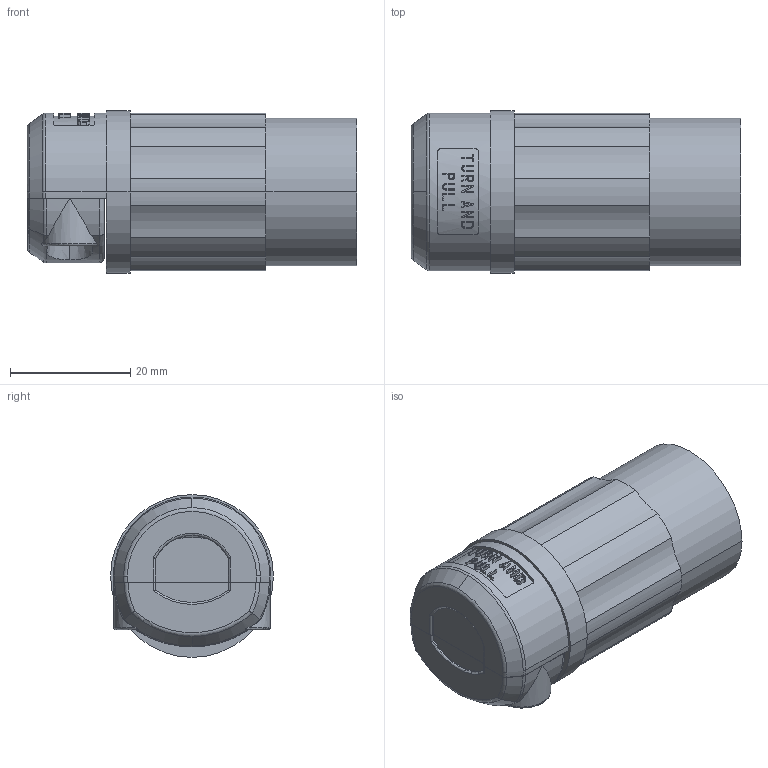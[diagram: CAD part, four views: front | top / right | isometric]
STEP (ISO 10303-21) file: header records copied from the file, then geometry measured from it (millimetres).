
FILE_DESCRIPTION (( 'STEP AP214' ), '1' );
FILE_NAME ('CATSTD-00ML1-00C-M01.STEP', '2022-05-23T13:22:42', ( '' ), ( '' ), 'SwSTEP 2.0', 'SolidWorks 2020', '' );
FILE_SCHEMA (( 'AUTOMOTIVE_DESIGN' ));
Length unit declared in the file: millimetre
Products named in the file (1): CATSTD-00ML1-00C-M01
Bounding box: 54.76 x 27.07 x 27.07 mm (x, y, z)
Volume: 27197.2 mm3; surface area: 6737.4 mm2
Topology: 1 solids, 1 shells, 570 faces, 1496 edges, 986 vertices
Faces by surface type: plane 368, cylinder 151, torus 33, cone 18
Entity records: 20850 total; most frequent: CARTESIAN_POINT 4455, ORIENTED_EDGE 2992, DIRECTION 2887, EDGE_CURVE 1496, VERTEX_POINT 986, VECTOR 975, LINE 975, AXIS2_PLACEMENT_3D 956
